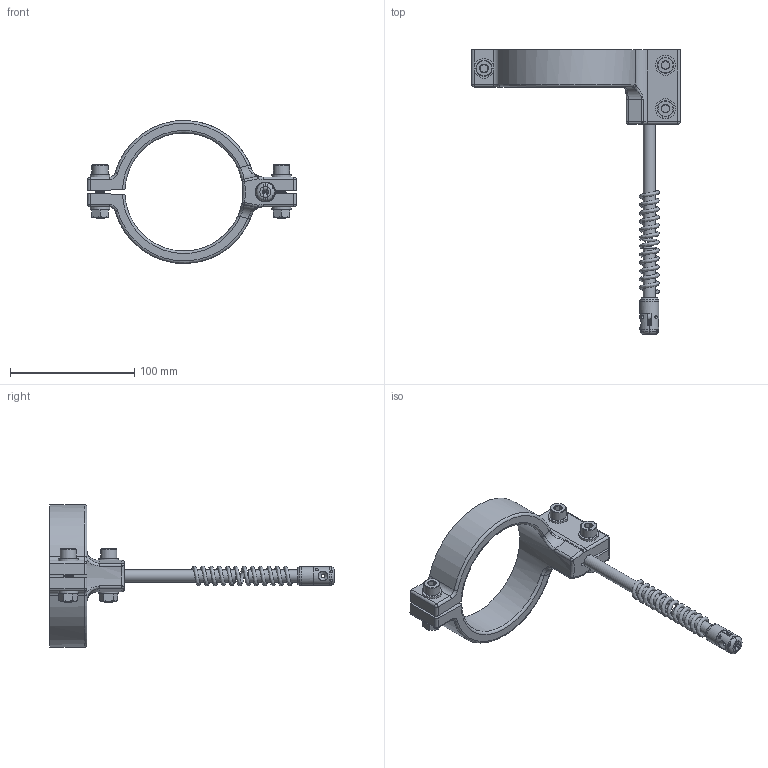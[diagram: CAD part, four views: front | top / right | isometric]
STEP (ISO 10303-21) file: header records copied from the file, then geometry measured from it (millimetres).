
FILE_DESCRIPTION(/* description */ (''),/* implementation_level */ '2;1');
FILE_NAME(/* name */ '工具頭總成 v4.step',/* time_stamp */ '2018-11-29T01:04:46+08:00',/* author */ (''),/* organization */ (''),/* preprocessor_version */ 'ST-DEVELOPER v17.2',/* originating_system */ 'Autodesk Translation Framework v7.6.0.251',/* authorisation */ '');
FILE_SCHEMA (('AUTOMOTIVE_DESIGN { 1 0 10303 214 3 1 1 }'));
Length unit declared in the file: millimetre
Products named in the file (9): 工具頭總成; 94223A102; 91166A270; 90605A257; 主軸夾座; 鋁管--A; 鋁管--B; 打印頭--02; 彈簧
Assembly tree (17 placements, depth 2):
  工具頭總成
    94223A102  x3
    91166A270  x6
    90605A257  x3
    主軸夾座
    鋁管--A
    鋁管--B
    打印頭--02
    彈簧
Bounding box: 168.22 x 229.33 x 115.16 mm (x, y, z)
Volume: 185558.9 mm3; surface area: 70418.2 mm2
Topology: 24 solids, 24 shells, 536 faces, 1368 edges, 885 vertices
Faces by surface type: cylinder 259, plane 146, cone 81, bspline 24, torus 16, sphere 10
Full cylindrical faces by diameter (mm): 2 x12, 2.95 x2, 5 x5, 6.376 x75, 8 x78, 8.4 x6, 8.5 x6, 10 x2, 10.15 x1, 13 x3, 15.15 x1, 16 x6
Entity records: 17817 total; most frequent: CARTESIAN_POINT 10546, ORIENTED_EDGE 1496, DIRECTION 1409, EDGE_CURVE 748, AXIS2_PLACEMENT_3D 573, VERTEX_POINT 481, EDGE_LOOP 341, FACE_OUTER_BOUND 298
